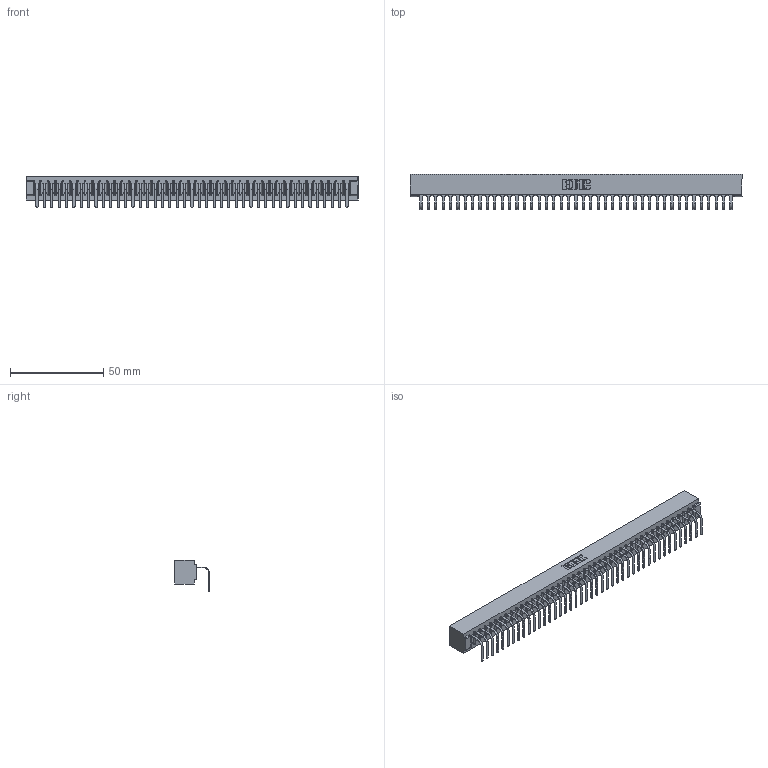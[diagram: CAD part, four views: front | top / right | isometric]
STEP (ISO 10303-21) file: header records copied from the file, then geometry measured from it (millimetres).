
FILE_DESCRIPTION (( 'STEP AP203' ), '1' );
FILE_NAME ('357-043-558-101.STEP', '2022-07-13T18:04:14', ( '' ), ( '' ), 'SwSTEP 2.0', 'SolidWorks 2020', '' );
FILE_SCHEMA (( 'CONFIG_CONTROL_DESIGN' ));
Length unit declared in the file: inch
Products named in the file (3): 357-043-558-101; 307-290-001_558 - 2 (Single); 307 Part_No Mounting Lugs
Assembly tree (44 placements, depth 2):
  357-043-558-101
    307 Part_No Mounting Lugs
    307-290-001_558 - 2 (Single)  x43
Bounding box: 178.26 x 18.78 x 16.8 mm (x, y, z)
Volume: 19197.4 mm3; surface area: 21628 mm2
Topology: 44 solids, 44 shells, 2734 faces, 7781 edges, 5010 vertices
Faces by surface type: plane 1743, cylinder 903, sphere 88
Entity records: 36566 total; most frequent: CARTESIAN_POINT 6160, ORIENTED_EDGE 6146, DIRECTION 5989, EDGE_CURVE 3073, VECTOR 2359, LINE 2359, VERTEX_POINT 1986, AXIS2_PLACEMENT_3D 1815
